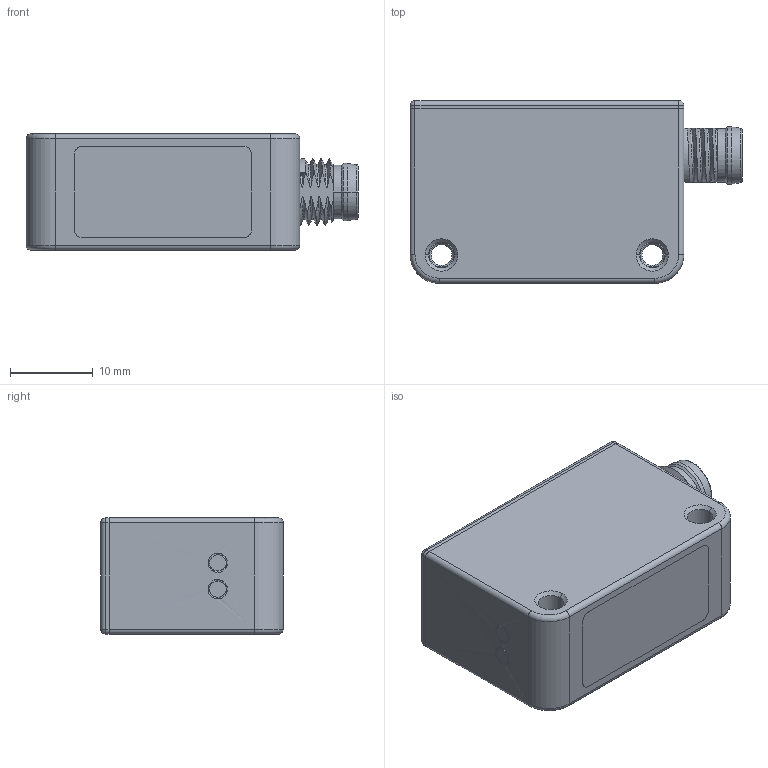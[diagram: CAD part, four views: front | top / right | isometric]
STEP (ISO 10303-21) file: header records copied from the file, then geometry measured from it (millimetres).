
FILE_DESCRIPTION (( 'STEP AP214' ), '1' );
FILE_NAME ('ISTR-C23MP-NMS-A0.STEP', '2025-08-26T13:27:59', ( '' ), ( '' ), 'SwSTEP 2.0', 'SolidWorks 2024', '' );
FILE_SCHEMA (( 'AUTOMOTIVE_DESIGN' ));
Length unit declared in the file: inch
Products named in the file (1): ISTR-C23MP-NMS-A0
Bounding box: 40 x 22 x 14 mm (x, y, z)
Volume: 10001.5 mm3; surface area: 3551.2 mm2
Topology: 1 solids, 1 shells, 162 faces, 387 edges, 234 vertices
Faces by surface type: cylinder 58, bspline 32, plane 27, cone 23, sphere 12, torus 10
Entity records: 10084 total; most frequent: CARTESIAN_POINT 6800, ORIENTED_EDGE 750, DIRECTION 531, EDGE_CURVE 375, AXIS2_PLACEMENT_3D 237, VERTEX_POINT 230, B_SPLINE_CURVE_WITH_KNOTS 212, EDGE_LOOP 187
